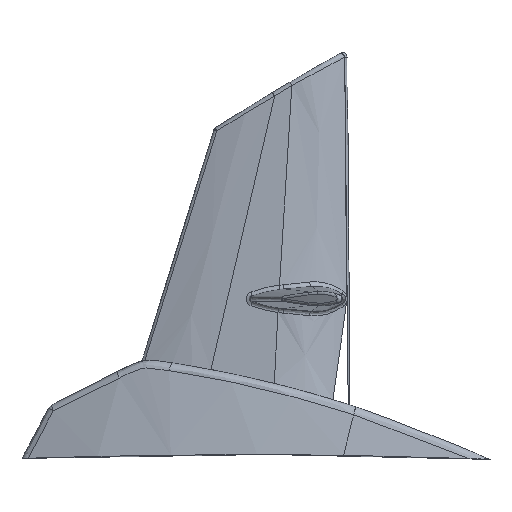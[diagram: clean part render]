
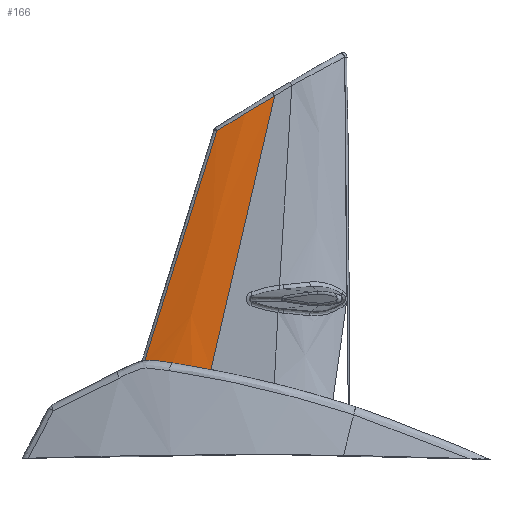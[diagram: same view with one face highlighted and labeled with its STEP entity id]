
A CAD part, front view. The second image highlights one B-rep face of the part: STEP entity #166.
In plain terms, the highlighted free-form (B-spline) face has degree [3, 2] with [10, 3] control points.
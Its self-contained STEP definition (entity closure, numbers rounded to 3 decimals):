
#78=(
BOUNDED_SURFACE()
B_SPLINE_SURFACE(3,2,((#2175,#2176,#2177),(#2178,#2179,#2180),(#2181,#2182,
#2183),(#2184,#2185,#2186),(#2187,#2188,#2189),(#2190,#2191,#2192),(#2193,
#2194,#2195),(#2196,#2197,#2198),(#2199,#2200,#2201),(#2202,#2203,#2204)),
 .UNSPECIFIED.,.F.,.F.,.F.)
B_SPLINE_SURFACE_WITH_KNOTS((4,2,2,2,4),(3,3),(0.,0.25,0.5,0.75,1.),(0.,
1.),.UNSPECIFIED.)
GEOMETRIC_REPRESENTATION_ITEM()
RATIONAL_B_SPLINE_SURFACE(((1.,0.99,1.),(1.,0.991,
1.),(1.,0.991,1.),(1.,0.992,1.),(1.,0.992,
1.),(1.,0.993,1.),(1.,0.993,1.),(1.,0.994,
1.),(1.,0.995,1.),(1.,0.995,1.)))
REPRESENTATION_ITEM('')
SURFACE()
);
#166=ADVANCED_FACE('',(#266),#78,.T.);
#266=FACE_OUTER_BOUND('',#357,.T.);
#357=EDGE_LOOP('',(#503,#504,#505,#506,#507));
#503=ORIENTED_EDGE('',*,*,#1032,.F.);
#504=ORIENTED_EDGE('',*,*,#1042,.T.);
#505=ORIENTED_EDGE('',*,*,#1043,.T.);
#506=ORIENTED_EDGE('',*,*,#1019,.T.);
#507=ORIENTED_EDGE('',*,*,#1000,.F.);
#876=VERTEX_POINT('',#1573);
#877=VERTEX_POINT('',#1578);
#893=VERTEX_POINT('',#1819);
#902=VERTEX_POINT('',#2022);
#910=VERTEX_POINT('',#2168);
#1000=EDGE_CURVE('',#876,#877,#1213,.T.);
#1019=EDGE_CURVE('',#893,#877,#1232,.T.);
#1032=EDGE_CURVE('',#902,#876,#1242,.T.);
#1042=EDGE_CURVE('',#902,#910,#1252,.T.);
#1043=EDGE_CURVE('',#910,#893,#1253,.T.);
#1213=B_SPLINE_CURVE_WITH_KNOTS('',3,(#1574,#1575,#1576,#1577),
 .UNSPECIFIED.,.F.,.F.,(4,4),(0.,1.),.UNSPECIFIED.);
#1232=B_SPLINE_CURVE_WITH_KNOTS('',3,(#1811,#1812,#1813,#1814,#1815,#1816,
#1817,#1818),.UNSPECIFIED.,.F.,.F.,(4,2,2,4),(0.,0.25,0.5,1.),
 .UNSPECIFIED.);
#1242=B_SPLINE_CURVE_WITH_KNOTS('',3,(#2023,#2024,#2025,#2026),
 .UNSPECIFIED.,.F.,.F.,(4,4),(0.,1.),.UNSPECIFIED.);
#1252=B_SPLINE_CURVE_WITH_KNOTS('',3,(#2162,#2163,#2164,#2165,#2166,#2167),
 .UNSPECIFIED.,.F.,.F.,(4,2,4),(0.,0.5,1.),.UNSPECIFIED.);
#1253=B_SPLINE_CURVE_WITH_KNOTS('',3,(#2169,#2170,#2171,#2172,#2173,#2174),
 .UNSPECIFIED.,.F.,.F.,(4,2,4),(0.,0.5,1.),.UNSPECIFIED.);
#1573=CARTESIAN_POINT('',(14538.699,-128.023,9028.455));
#1574=CARTESIAN_POINT('',(14538.7,-128.023,9028.455));
#1575=CARTESIAN_POINT('',(14468.119,-119.856,9041.804));
#1576=CARTESIAN_POINT('',(14398.337,-104.317,9053.715));
#1577=CARTESIAN_POINT('',(14330.334,-82.13,9064.168));
#1578=CARTESIAN_POINT('',(14330.334,-82.13,9064.168));
#1811=CARTESIAN_POINT('',(14180.45,-22.466,9077.412));
#1812=CARTESIAN_POINT('',(14192.724,-27.964,9078.983));
#1813=CARTESIAN_POINT('',(14205.113,-33.512,9078.982));
#1814=CARTESIAN_POINT('',(14229.905,-44.29,9077.636));
#1815=CARTESIAN_POINT('',(14242.32,-49.524,9076.337));
#1816=CARTESIAN_POINT('',(14279.735,-64.604,9071.855));
#1817=CARTESIAN_POINT('',(14304.876,-73.824,9068.081));
#1818=CARTESIAN_POINT('',(14330.334,-82.13,9064.168));
#1819=CARTESIAN_POINT('',(14180.45,-22.466,9077.412));
#2022=CARTESIAN_POINT('',(14882.885,-80.701,10509.413));
#2023=CARTESIAN_POINT('',(14882.885,-80.701,10509.413));
#2024=CARTESIAN_POINT('',(14789.082,-94.851,10083.571));
#2025=CARTESIAN_POINT('',(14674.354,-110.625,9589.918));
#2026=CARTESIAN_POINT('',(14538.699,-128.023,9028.455));
#2162=CARTESIAN_POINT('',(14882.885,-80.701,10509.413));
#2163=CARTESIAN_POINT('',(14829.604,-76.86,10478.254));
#2164=CARTESIAN_POINT('',(14776.681,-70.043,10446.793));
#2165=CARTESIAN_POINT('',(14672.102,-50.804,10383.613));
#2166=CARTESIAN_POINT('',(14620.415,-38.381,10351.876));
#2167=CARTESIAN_POINT('',(14569.493,-23.324,10320.117));
#2168=CARTESIAN_POINT('',(14569.493,-23.324,10320.117));
#2169=CARTESIAN_POINT('',(14569.493,-23.324,10320.117));
#2170=CARTESIAN_POINT('',(14503.917,-23.172,10113.231));
#2171=CARTESIAN_POINT('',(14438.858,-23.025,9906.181));
#2172=CARTESIAN_POINT('',(14309.286,-22.74,9491.911));
#2173=CARTESIAN_POINT('',(14244.782,-22.602,9284.688));
#2174=CARTESIAN_POINT('',(14180.45,-22.466,9077.412));
#2175=CARTESIAN_POINT('',(14485.312,-134.818,8808.424));
#2176=CARTESIAN_POINT('',(14293.862,-108.834,8912.571));
#2177=CARTESIAN_POINT('',(14113.686,0.,9007.988));
#2178=CARTESIAN_POINT('',(14520.501,-130.373,8952.86));
#2179=CARTESIAN_POINT('',(14332.877,-104.943,9054.312));
#2180=CARTESIAN_POINT('',(14155.954,0.,9147.602));
#2181=CARTESIAN_POINT('',(14555.449,-125.895,9097.427));
#2182=CARTESIAN_POINT('',(14371.777,-101.033,9196.166));
#2183=CARTESIAN_POINT('',(14198.213,0.,9287.189));
#2184=CARTESIAN_POINT('',(14624.759,-116.86,9386.878));
#2185=CARTESIAN_POINT('',(14449.257,-93.173,9480.007));
#2186=CARTESIAN_POINT('',(14282.711,0.,9566.293));
#2187=CARTESIAN_POINT('',(14659.122,-112.303,9531.762));
#2188=CARTESIAN_POINT('',(14487.839,-89.223,9621.996));
#2189=CARTESIAN_POINT('',(14324.95,0.,9705.813));
#2190=CARTESIAN_POINT('',(14727.117,-103.092,9821.903));
#2191=CARTESIAN_POINT('',(14564.606,-81.271,9906.119));
#2192=CARTESIAN_POINT('',(14409.396,0.,9984.748));
#2193=CARTESIAN_POINT('',(14760.75,-98.437,9967.161));
#2194=CARTESIAN_POINT('',(14602.792,-77.271,10048.255));
#2195=CARTESIAN_POINT('',(14451.604,0.,10124.165));
#2196=CARTESIAN_POINT('',(14827.069,-89.,10258.166));
#2197=CARTESIAN_POINT('',(14678.654,-69.206,10332.717));
#2198=CARTESIAN_POINT('',(14535.98,0.,10402.869));
#2199=CARTESIAN_POINT('',(14859.76,-84.219,10403.914));
#2200=CARTESIAN_POINT('',(14716.332,-65.141,10475.046));
#2201=CARTESIAN_POINT('',(14578.15,0.,10542.16));
#2202=CARTESIAN_POINT('',(14891.802,-79.352,10549.979));
#2203=CARTESIAN_POINT('',(14753.676,-61.032,10617.544));
#2204=CARTESIAN_POINT('',(14620.289,0.,10681.348));
